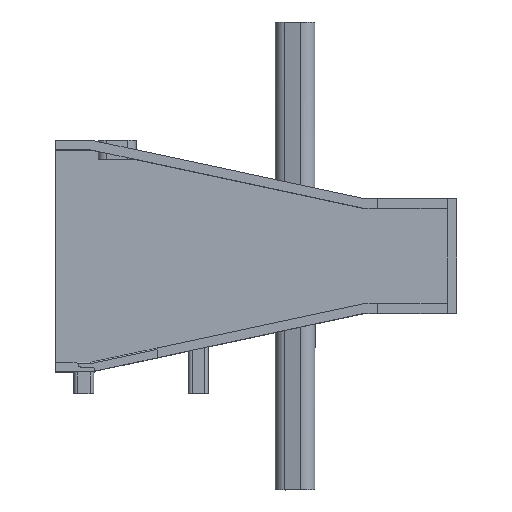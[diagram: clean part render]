
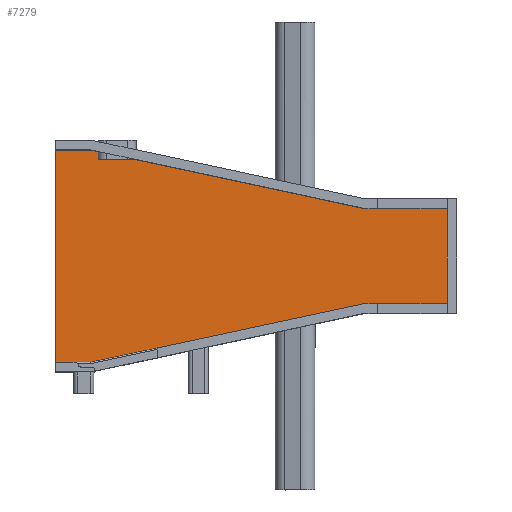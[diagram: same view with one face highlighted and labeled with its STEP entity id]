
A CAD part, top view. The second image highlights one B-rep face of the part: STEP entity #7279.
In plain terms, the highlighted planar face has unit normal (0, 0, 1).
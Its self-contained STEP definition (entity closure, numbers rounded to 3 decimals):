
#433=FACE_OUTER_BOUND('',#817,.T.);
#817=EDGE_LOOP('',(#4818,#4819,#4820,#4821,#4822,#4823,#4824,#4825));
#1226=LINE('',#10465,#2085);
#1239=LINE('',#10491,#2098);
#1241=LINE('',#10494,#2100);
#1242=LINE('',#10496,#2101);
#1243=LINE('',#10498,#2102);
#1244=LINE('',#10500,#2103);
#1245=LINE('',#10502,#2104);
#1246=LINE('',#10503,#2105);
#2085=VECTOR('',#8321,10.);
#2098=VECTOR('',#8338,10.);
#2100=VECTOR('',#8342,10.);
#2101=VECTOR('',#8343,10.);
#2102=VECTOR('',#8344,10.);
#2103=VECTOR('',#8345,10.);
#2104=VECTOR('',#8346,10.);
#2105=VECTOR('',#8347,10.);
#2943=VERTEX_POINT('',#10462);
#2944=VERTEX_POINT('',#10464);
#2954=VERTEX_POINT('',#10488);
#2955=VERTEX_POINT('',#10490);
#2956=VERTEX_POINT('',#10495);
#2957=VERTEX_POINT('',#10497);
#2958=VERTEX_POINT('',#10499);
#2959=VERTEX_POINT('',#10501);
#3686=EDGE_CURVE('',#2943,#2944,#1226,.T.);
#3699=EDGE_CURVE('',#2954,#2955,#1239,.T.);
#3701=EDGE_CURVE('',#2955,#2943,#1241,.T.);
#3702=EDGE_CURVE('',#2956,#2954,#1242,.T.);
#3703=EDGE_CURVE('',#2957,#2956,#1243,.T.);
#3704=EDGE_CURVE('',#2958,#2957,#1244,.T.);
#3705=EDGE_CURVE('',#2959,#2958,#1245,.T.);
#3706=EDGE_CURVE('',#2944,#2959,#1246,.T.);
#4818=ORIENTED_EDGE('',*,*,#3701,.F.);
#4819=ORIENTED_EDGE('',*,*,#3699,.F.);
#4820=ORIENTED_EDGE('',*,*,#3702,.F.);
#4821=ORIENTED_EDGE('',*,*,#3703,.F.);
#4822=ORIENTED_EDGE('',*,*,#3704,.F.);
#4823=ORIENTED_EDGE('',*,*,#3705,.F.);
#4824=ORIENTED_EDGE('',*,*,#3706,.F.);
#4825=ORIENTED_EDGE('',*,*,#3686,.F.);
#7023=PLANE('',#7670);
#7279=ADVANCED_FACE('',(#433),#7023,.F.);
#7670=AXIS2_PLACEMENT_3D('',#10493,#8340,#8341);
#8321=DIRECTION('',(-1.,0.,0.));
#8338=DIRECTION('',(1.,0.,0.));
#8340=DIRECTION('center_axis',(0.,0.,-1.));
#8341=DIRECTION('ref_axis',(-1.,0.,0.));
#8342=DIRECTION('',(0.,-1.,0.));
#8343=DIRECTION('',(0.978,-0.209,0.));
#8344=DIRECTION('',(1.,0.,0.));
#8345=DIRECTION('',(0.,1.,0.));
#8346=DIRECTION('',(-1.,0.,0.));
#8347=DIRECTION('',(-0.978,-0.209,0.));
#10462=CARTESIAN_POINT('',(149.3,24.45,-5.));
#10464=CARTESIAN_POINT('',(114.3,24.45,-5.));
#10465=CARTESIAN_POINT('',(114.3,24.45,-5.));
#10488=CARTESIAN_POINT('',(114.3,64.45,-5.));
#10490=CARTESIAN_POINT('',(149.3,64.45,-5.));
#10491=CARTESIAN_POINT('',(114.3,64.45,-5.));
#10493=CARTESIAN_POINT('Origin',(74.65,44.45,-5.));
#10494=CARTESIAN_POINT('',(149.3,24.45,-5.));
#10495=CARTESIAN_POINT('',(0.,88.9,-5.));
#10496=CARTESIAN_POINT('',(40.238,80.293,-5.));
#10497=CARTESIAN_POINT('',(-15.,88.9,-5.));
#10498=CARTESIAN_POINT('',(0.,88.9,-5.));
#10499=CARTESIAN_POINT('',(-15.,0.,-5.));
#10500=CARTESIAN_POINT('',(-15.,69.148,-5.));
#10501=CARTESIAN_POINT('',(0.,0.,-5.));
#10502=CARTESIAN_POINT('',(0.,0.,-5.));
#10503=CARTESIAN_POINT('',(0.,0.,-5.));
